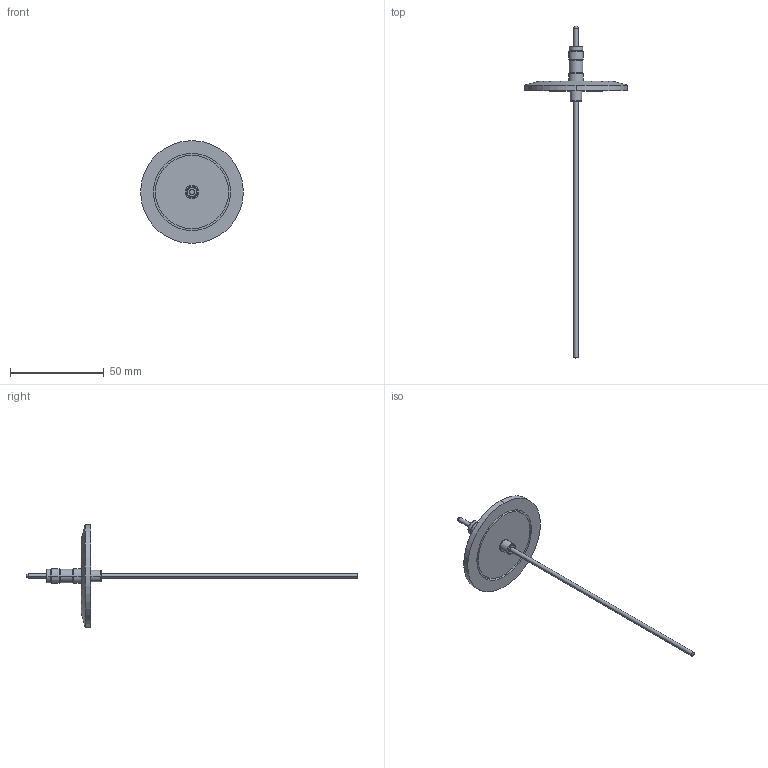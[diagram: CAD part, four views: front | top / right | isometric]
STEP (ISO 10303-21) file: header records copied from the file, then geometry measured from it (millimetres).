
FILE_DESCRIPTION (( 'STEP AP214' ), '1' );
FILE_NAME ('265-025CU5K-K40.STEP', '2014-07-21T14:36:53', ( 'allectra' ), ( 'Microsoft' ), 'SwSTEP 2.0', 'SolidWorks 2014', '' );
FILE_SCHEMA (( 'AUTOMOTIVE_DESIGN' ));
Length unit declared in the file: millimetre
Products named in the file (1): 265-025CU5K-K40
Bounding box: 54.86 x 177.29 x 54.86 mm (x, y, z)
Volume: 12005.7 mm3; surface area: 8359.3 mm2
Topology: 1 solids, 1 shells, 72 faces, 160 edges, 102 vertices
Faces by surface type: cylinder 36, cone 14, plane 14, bspline 8
Entity records: 2158 total; most frequent: CARTESIAN_POINT 473, DIRECTION 388, ORIENTED_EDGE 320, AXIS2_PLACEMENT_3D 169, EDGE_CURVE 160, CIRCLE 104, VERTEX_POINT 102, EDGE_LOOP 84
